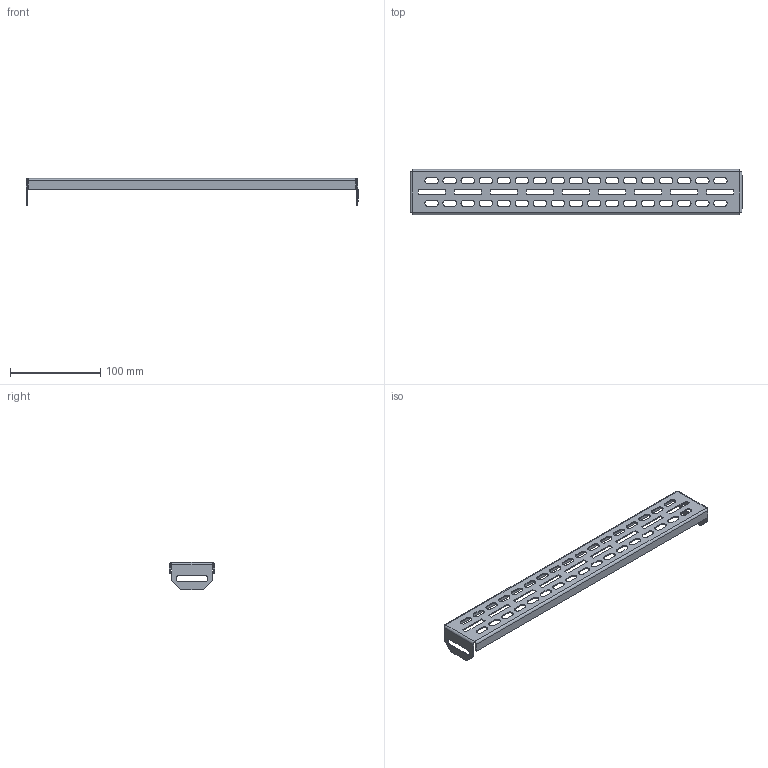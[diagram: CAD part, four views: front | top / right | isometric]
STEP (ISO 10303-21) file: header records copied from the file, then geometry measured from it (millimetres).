
FILE_DESCRIPTION (( 'STEP AP214' ), '1' );
FILE_NAME ('mb-15-rl-45 Ðåéêà ìîíòàæíàÿ äëÿ ëèòîãî êîðïóñà äëÿ ÂÐÓ Unit øèðèíîé 450ìì.STEP', '2020-02-14T07:02:47', ( '' ), ( '' ), 'SwSTEP 2.0', 'SolidWorks 2019', '' );
FILE_SCHEMA (( 'AUTOMOTIVE_DESIGN' ));
Length unit declared in the file: millimetre
Products named in the file (2): ÃÌÐÔ.015.11.00.01 Ðåéêà ìîíòàæíàÿ äëÿ ëèòîãî êîðïóñà_00; mb-15-rl-45 Ðåéêà ìîíòàæíàÿ äëÿ ëèòîãî êîðïóñà äëÿ ÂÐÓ Unit øèðèíîé 450ìì
Assembly tree (1 placements, depth 2):
  mb-15-rl-45 Ðåéêà ìîíòàæíàÿ äëÿ ëèòîãî êîðïóñà äëÿ ÂÐÓ Unit øèðèíîé 450ìì
    ÃÌÐÔ.015.11.00.01 Ðåéêà ìîíòàæíàÿ äëÿ ëèòîãî êîðïóñà_00
Bounding box: 368 x 50 x 30 mm (x, y, z)
Volume: 27493.1 mm3; surface area: 49472.4 mm2
Topology: 1 solids, 1 shells, 256 faces, 730 edges, 476 vertices
Faces by surface type: plane 142, cylinder 114
Entity records: 8592 total; most frequent: DIRECTION 1478, CARTESIAN_POINT 1466, ORIENTED_EDGE 1460, EDGE_CURVE 730, LINE 502, VECTOR 502, AXIS2_PLACEMENT_3D 488, VERTEX_POINT 476
